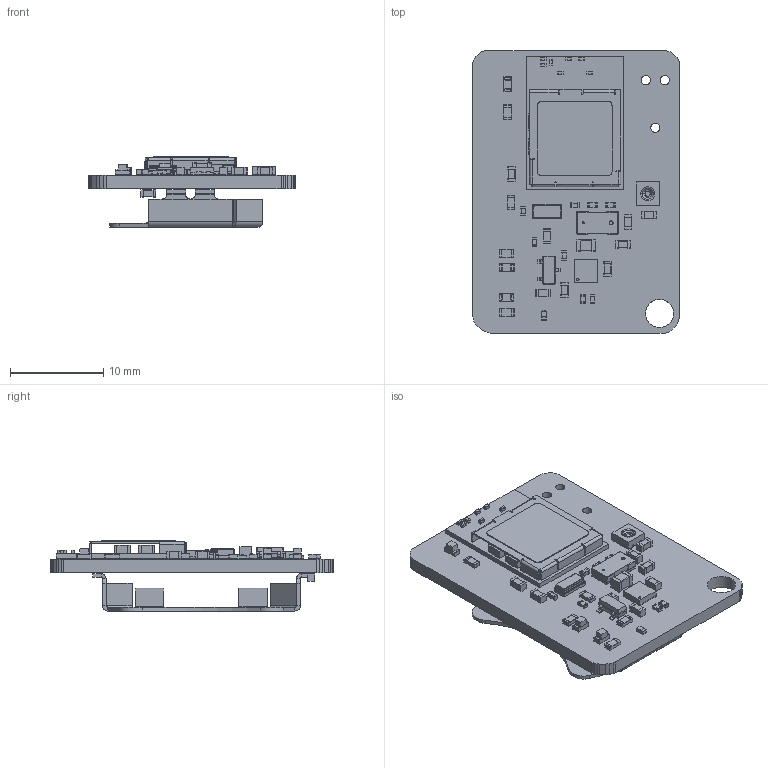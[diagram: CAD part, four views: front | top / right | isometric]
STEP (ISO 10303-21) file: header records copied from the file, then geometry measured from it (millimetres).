
FILE_DESCRIPTION(('KiCad electronic assembly'),'2;1');
FILE_NAME('v0-11.step','2025-09-28T18:39:11',('Pcbnew'),('Kicad'), 'Open CASCADE STEP processor 7.8','KiCad to STEP converter','Unknown' );
FILE_SCHEMA(('AUTOMOTIVE_DESIGN { 1 0 10303 214 1 1 1 1 }'));
Length unit declared in the file: millimetre
Products named in the file (18): v0-11 1; R_0402_1005Metric; LED_0603_1608Metric; C_0603_1608Metric; WSON-10-1EP_2.5x2.5mm_P0.5mm_EP1.2x2mm; v0-11 1.7.1; Crystal_SMD_3215-2Pin_3.2x1.5mm; C_0402_1005Metric; R_0603_1608Metric; D_SOD-882D; SOT-23; NORA-B106-00B--3DModel-STEP-510211; NORA-B106-00B_NORA-B106-00B; L_0805_2012Metric; VL53L0CXV0DH1--3DModel-STEP-418109; SHT30-DIS-B; BatteryHolder_Keystone_3034_1x20mm; azss_PCB
Assembly tree (36 placements, depth 3):
  v0-11 1
    R_0402_1005Metric  x5
    LED_0603_1608Metric  x3
    C_0603_1608Metric  x8
    WSON-10-1EP_2.5x2.5mm_P0.5mm_EP1.2x2mm
      v0-11 1.7.1
    Crystal_SMD_3215-2Pin_3.2x1.5mm
    C_0402_1005Metric  x3
    R_0603_1608Metric  x5
    D_SOD-882D
    SOT-23
    NORA-B106-00B--3DModel-STEP-510211
      NORA-B106-00B_NORA-B106-00B
    L_0805_2012Metric
    VL53L0CXV0DH1--3DModel-STEP-418109
    SHT30-DIS-B
    BatteryHolder_Keystone_3034_1x20mm
    azss_PCB
Bounding box: 22.1 x 30.2 x 7.5 mm (x, y, z)
Volume: 1223.3 mm3; surface area: 3440.2 mm2
Topology: 183 solids, 183 shells, 2841 faces, 6719 edges, 4370 vertices
Faces by surface type: bspline 1189, plane 1188, cylinder 418, torus 40, sphere 4, cone 2
Full cylindrical faces by diameter (mm): 0.25 x1, 0.991 x3, 3 x1
Entity records: 66397 total; most frequent: CARTESIAN_POINT 17436, ORIENTED_EDGE 10514, DIRECTION 5421, EDGE_CURVE 5257, VERTEX_POINT 3414, B_SPLINE_CURVE_WITH_KNOTS 2526, FACE_BOUND 2417, EDGE_LOOP 2417
